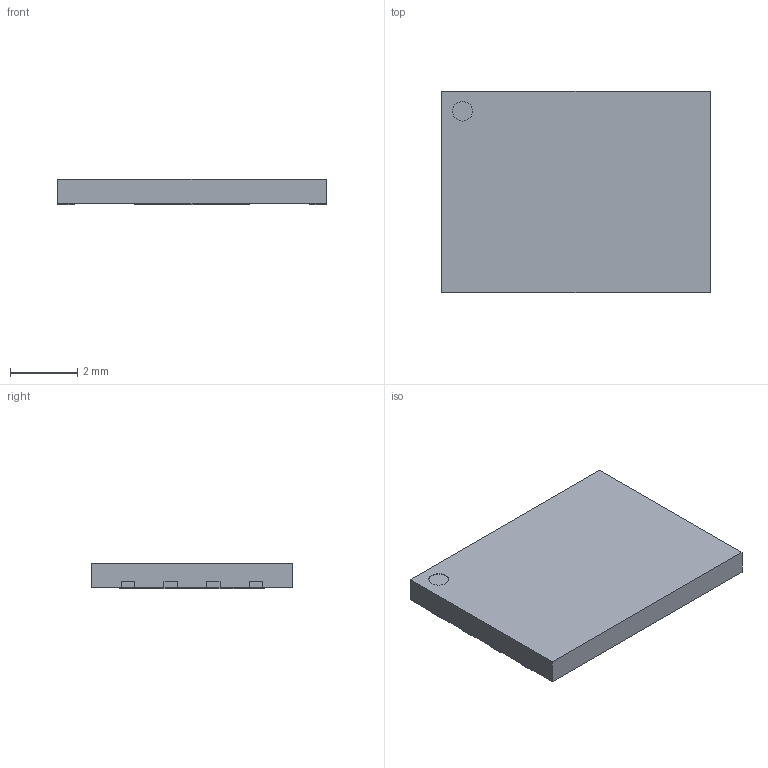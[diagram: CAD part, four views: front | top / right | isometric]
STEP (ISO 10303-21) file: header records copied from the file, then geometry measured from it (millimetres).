
FILE_DESCRIPTION (( 'STEP AP214' ), '1' );
FILE_NAME ('WSON-8_L8.0-W6.0-P1.27-TL-EP-1.STEP', '2021-11-26T14:43:26', ( '' ), ( '' ), 'SwSTEP 2.0', 'SolidWorks 2018', '' );
FILE_SCHEMA (( 'AUTOMOTIVE_DESIGN' ));
Length unit declared in the file: millimetre
Products named in the file (1): WSON-8_L8.0-W6.0-P1.27-TL-EP-1
Bounding box: 8 x 6 x 0.75 mm (x, y, z)
Volume: 35.4 mm3; surface area: 189.9 mm2
Topology: 19 solids, 19 shells, 263 faces, 648 edges, 432 vertices
Faces by surface type: plane 199, cylinder 50, bspline 14
Entity records: 8245 total; most frequent: CARTESIAN_POINT 1754, ORIENTED_EDGE 1296, DIRECTION 1177, EDGE_CURVE 648, VECTOR 477, LINE 477, VERTEX_POINT 432, AXIS2_PLACEMENT_3D 350
